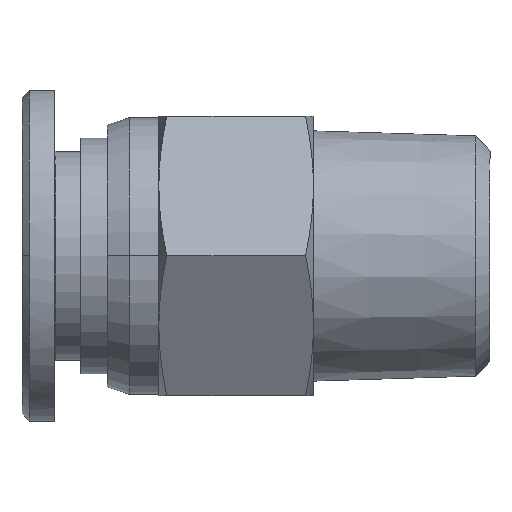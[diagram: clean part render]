
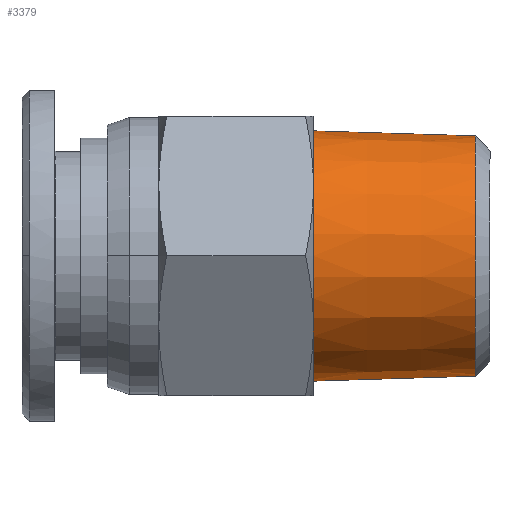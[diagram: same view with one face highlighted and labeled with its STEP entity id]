
A CAD part, top view. The second image highlights one B-rep face of the part: STEP entity #3379.
In plain terms, the highlighted conical face has half-angle 1.754 degrees and reference radius 8.5 mm.
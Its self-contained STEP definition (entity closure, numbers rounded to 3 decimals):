
#1197 = EDGE_CURVE ( 'NONE', #17710, #11984, #4055, .T. ) ;
#1740 = CARTESIAN_POINT ( 'NONE',  ( 36.254, 0., -5.017 ) ) ;
#2364 = CIRCLE ( 'NONE', #3667, 8.163 ) ;
#2507 = CARTESIAN_POINT ( 'NONE',  ( 25.254, 8.5, -5.017 ) ) ;
#2546 = LINE ( 'NONE', #13749, #15219 ) ;
#3050 = FACE_OUTER_BOUND ( 'NONE', #8416, .T. ) ;
#3137 = DIRECTION ( 'NONE',  ( 0., 0., -1. ) ) ;
#3151 = DIRECTION ( 'NONE',  ( 0., -1., 0. ) ) ;
#3379 = ADVANCED_FACE ( 'NONE', ( #3050 ), #9381, .T. ) ;
#3667 = AXIS2_PLACEMENT_3D ( 'NONE', #1740, #15748, #3137 ) ;
#3892 = DIRECTION ( 'NONE',  ( -1., 0.031, 0. ) ) ;
#4055 = CIRCLE ( 'NONE', #11850, 8.5 ) ;
#4700 = EDGE_CURVE ( 'NONE', #15870, #11984, #2546, .T. ) ;
#5207 = VERTEX_POINT ( 'NONE', #18081 ) ;
#6386 = EDGE_CURVE ( 'NONE', #5207, #15870, #2364, .T. ) ;
#6563 = ORIENTED_EDGE ( 'NONE', *, *, #6386, .F. ) ;
#8416 = EDGE_LOOP ( 'NONE', ( #6563, #9477, #10286, #8789 ) ) ;
#8789 = ORIENTED_EDGE ( 'NONE', *, *, #4700, .F. ) ;
#9138 = EDGE_CURVE ( 'NONE', #5207, #17710, #14756, .T. ) ;
#9381 = CONICAL_SURFACE ( 'NONE', #11905, 8.5, 0.031 ) ;
#9477 = ORIENTED_EDGE ( 'NONE', *, *, #9138, .T. ) ;
#9586 = DIRECTION ( 'NONE',  ( -1., -0.031, 0. ) ) ;
#10286 = ORIENTED_EDGE ( 'NONE', *, *, #1197, .T. ) ;
#10556 = DIRECTION ( 'NONE',  ( 0., -1., 0. ) ) ;
#10736 = CARTESIAN_POINT ( 'NONE',  ( 25.254, 0., -5.017 ) ) ;
#11439 = CARTESIAN_POINT ( 'NONE',  ( 25.254, -8.5, -5.017 ) ) ;
#11665 = VECTOR ( 'NONE', #3892, 1000. ) ;
#11850 = AXIS2_PLACEMENT_3D ( 'NONE', #14392, #15763, #3151 ) ;
#11905 = AXIS2_PLACEMENT_3D ( 'NONE', #10736, #12111, #10556 ) ;
#11984 = VERTEX_POINT ( 'NONE', #11439 ) ;
#12111 = DIRECTION ( 'NONE',  ( -1., 0., 0. ) ) ;
#12199 = CARTESIAN_POINT ( 'NONE',  ( 36.254, -8.163, -5.017 ) ) ;
#13749 = CARTESIAN_POINT ( 'NONE',  ( 25.254, -8.5, -5.017 ) ) ;
#14392 = CARTESIAN_POINT ( 'NONE',  ( 25.254, 0., -5.017 ) ) ;
#14756 = LINE ( 'NONE', #2507, #11665 ) ;
#15219 = VECTOR ( 'NONE', #9586, 1000. ) ;
#15748 = DIRECTION ( 'NONE',  ( 1., 0., 0. ) ) ;
#15763 = DIRECTION ( 'NONE',  ( 1., 0., 0. ) ) ;
#15870 = VERTEX_POINT ( 'NONE', #12199 ) ;
#17710 = VERTEX_POINT ( 'NONE', #17830 ) ;
#17830 = CARTESIAN_POINT ( 'NONE',  ( 25.254, 8.5, -5.017 ) ) ;
#18081 = CARTESIAN_POINT ( 'NONE',  ( 36.254, 8.163, -5.017 ) ) ;
